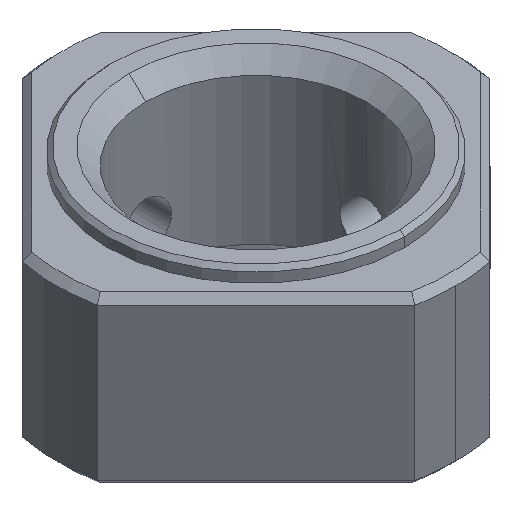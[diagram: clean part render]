
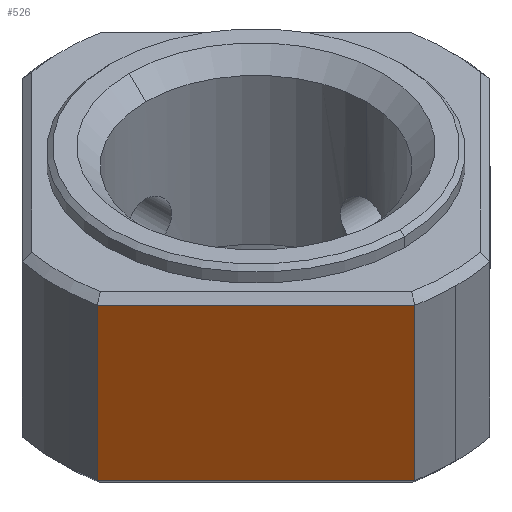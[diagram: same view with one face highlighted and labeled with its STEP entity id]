
A CAD part, isometric view. The second image highlights one B-rep face of the part: STEP entity #526.
In plain terms, the highlighted planar face has unit normal (-0.707, -0.707, 0).
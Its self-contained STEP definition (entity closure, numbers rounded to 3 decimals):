
#109 = ORIENTED_EDGE ( 'NONE', *, *, #1943, .T. ) ;
#110 = ORIENTED_EDGE ( 'NONE', *, *, #1955, .F. ) ;
#111 = ORIENTED_EDGE ( 'NONE', *, *, #1918, .F. ) ;
#112 = ORIENTED_EDGE ( 'NONE', *, *, #1939, .T. ) ;
#261 = EDGE_LOOP ( 'NONE', ( #109, #110, #111, #112 ) ) ;
#326 = FACE_OUTER_BOUND ( 'NONE', #261, .T. ) ;
#418 = VECTOR ( 'NONE', #1197, 1000. ) ;
#419 = LINE ( 'NONE', #1196, #418 ) ;
#428 = VECTOR ( 'NONE', #1258, 1000. ) ;
#442 = LINE ( 'NONE', #1257, #428 ) ;
#447 = VECTOR ( 'NONE', #1268, 1000. ) ;
#450 = LINE ( 'NONE', #1259, #447 ) ;
#465 = LINE ( 'NONE', #1301, #466 ) ;
#466 = VECTOR ( 'NONE', #1302, 1000. ) ;
#526 = ADVANCED_FACE ( 'NONE', ( #326 ), #1753, .T. ) ;
#589 = AXIS2_PLACEMENT_3D ( 'NONE', #1752, #1755, #1756 ) ;
#872 = CARTESIAN_POINT ( 'NONE',  ( -14.241, -2.73, 11.5 ) ) ;
#901 = CARTESIAN_POINT ( 'NONE',  ( -2.73, -14.241, 11.5 ) ) ;
#908 = CARTESIAN_POINT ( 'NONE',  ( -2.73, -14.241, 0.5 ) ) ;
#924 = CARTESIAN_POINT ( 'NONE',  ( -14.241, -2.73, 0.5 ) ) ;
#1196 = CARTESIAN_POINT ( 'NONE',  ( -2.73, -14.241, 41.677 ) ) ;
#1197 = DIRECTION ( 'NONE',  ( 0., 0., -1. ) ) ;
#1257 = CARTESIAN_POINT ( 'NONE',  ( 0., -16.971, 11.5 ) ) ;
#1258 = DIRECTION ( 'NONE',  ( -0.707, 0.707, 0. ) ) ;
#1259 = CARTESIAN_POINT ( 'NONE',  ( -14.241, -2.73, 13. ) ) ;
#1268 = DIRECTION ( 'NONE',  ( 0., 0., -1. ) ) ;
#1301 = CARTESIAN_POINT ( 'NONE',  ( -2.73, -14.241, 0.5 ) ) ;
#1302 = DIRECTION ( 'NONE',  ( -0.707, 0.707, 0. ) ) ;
#1538 = VERTEX_POINT ( 'NONE', #872 ) ;
#1539 = VERTEX_POINT ( 'NONE', #901 ) ;
#1550 = VERTEX_POINT ( 'NONE', #908 ) ;
#1566 = VERTEX_POINT ( 'NONE', #924 ) ;
#1752 = CARTESIAN_POINT ( 'NONE',  ( 0., -16.971, 13. ) ) ;
#1753 = PLANE ( 'NONE',  #589 ) ;
#1755 = DIRECTION ( 'NONE',  ( -0.707, -0.707, 0. ) ) ;
#1756 = DIRECTION ( 'NONE',  ( 0.707, -0.707, 0. ) ) ;
#1918 = EDGE_CURVE ( 'NONE', #1539, #1550, #419, .T. ) ;
#1939 = EDGE_CURVE ( 'NONE', #1539, #1538, #442, .T. ) ;
#1943 = EDGE_CURVE ( 'NONE', #1538, #1566, #450, .T. ) ;
#1955 = EDGE_CURVE ( 'NONE', #1550, #1566, #465, .T. ) ;
